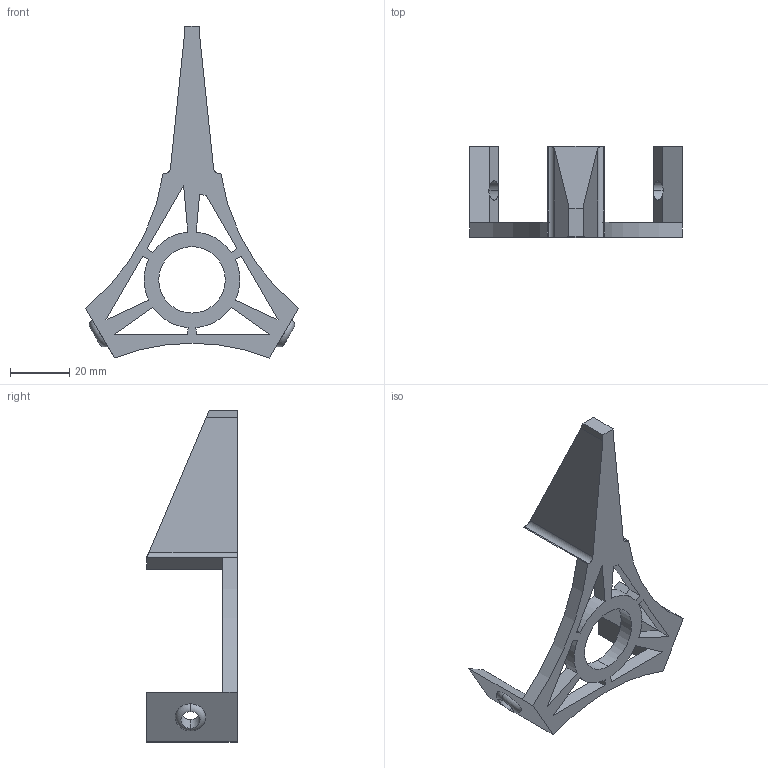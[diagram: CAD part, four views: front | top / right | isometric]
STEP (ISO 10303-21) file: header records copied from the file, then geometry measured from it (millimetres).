
FILE_DESCRIPTION (( 'STEP AP214' ), '1' );
FILE_NAME ('front leg.STEP', '2024-03-27T18:11:01', ( '' ), ( '' ), 'SwSTEP 2.0', 'SolidWorks 2024', '' );
FILE_SCHEMA (( 'AUTOMOTIVE_DESIGN' ));
Length unit declared in the file: millimetre
Products named in the file (1): front leg
Bounding box: 72.13 x 30.75 x 112.46 mm (x, y, z)
Volume: 22276 mm3; surface area: 12183.5 mm2
Topology: 1 solids, 1 shells, 71 faces, 197 edges, 121 vertices
Faces by surface type: plane 44, cylinder 23, torus 4
Entity records: 2290 total; most frequent: CARTESIAN_POINT 420, ORIENTED_EDGE 394, DIRECTION 379, EDGE_CURVE 197, LINE 139, VECTOR 139, VERTEX_POINT 121, AXIS2_PLACEMENT_3D 120
